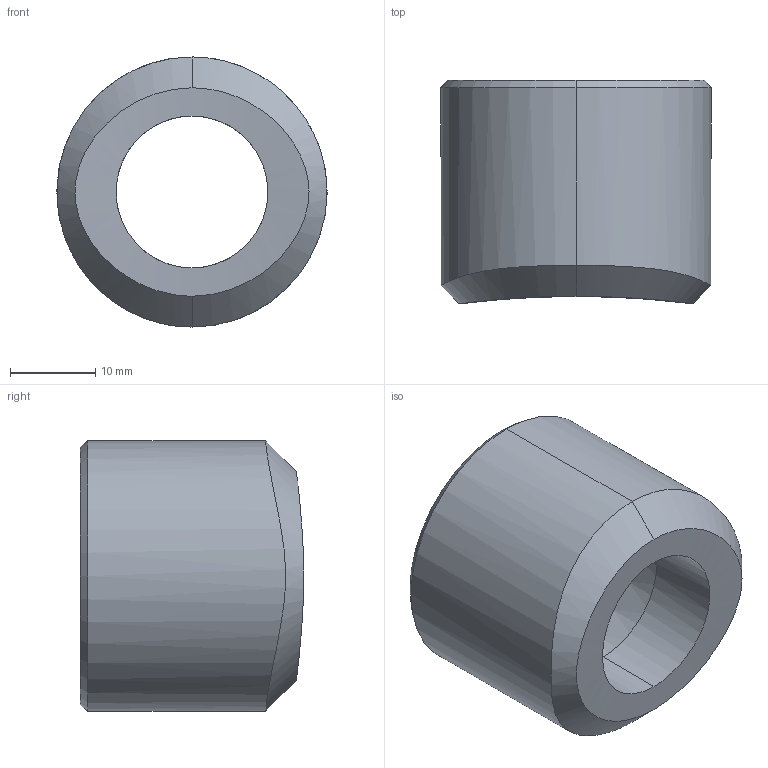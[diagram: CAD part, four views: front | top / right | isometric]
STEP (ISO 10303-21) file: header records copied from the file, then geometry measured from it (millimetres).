
FILE_DESCRIPTION (( 'STEP AP203' ), '1' );
FILE_NAME ('OEM-15-3000-TO_REV_.step', '2026-02-22T02:36:58', ( '' ), ( '' ), 'SwSTEP 2.0', 'SolidWorks 2025', '' );
FILE_SCHEMA (( 'CONFIG_CONTROL_DESIGN' ));
Length unit declared in the file: millimetre
Products named in the file (1): OEM-15-3000-TO_REV_
Bounding box: 31.75 x 26.27 x 31.75 mm (x, y, z)
Volume: 11269.6 mm3; surface area: 5000.7 mm2
Topology: 1 solids, 1 shells, 15 faces, 30 edges, 18 vertices
Faces by surface type: cone 6, cylinder 5, bspline 2, plane 2
Entity records: 760 total; most frequent: CARTESIAN_POINT 377, DIRECTION 62, ORIENTED_EDGE 60, EDGE_CURVE 30, AXIS2_PLACEMENT_3D 26, VERTEX_POINT 18, EDGE_LOOP 18, ADVANCED_FACE 15
